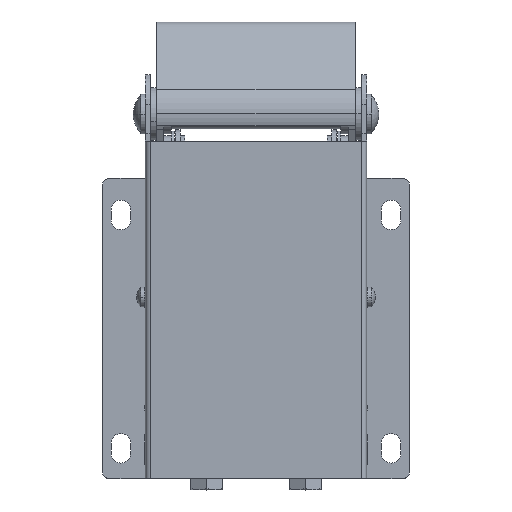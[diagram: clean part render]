
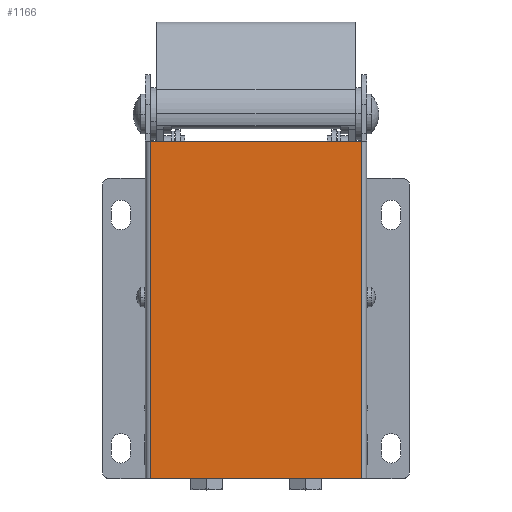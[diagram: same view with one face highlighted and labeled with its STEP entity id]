
A CAD part, top view. The second image highlights one B-rep face of the part: STEP entity #1166.
In plain terms, the highlighted planar face has unit normal (0, 0, 1).
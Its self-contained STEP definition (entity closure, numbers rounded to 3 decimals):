
#361 = LINE ( 'NONE', #4125, #11643 ) ;
#1031 = LINE ( 'NONE', #9690, #3039 ) ;
#1155 = FACE_OUTER_BOUND ( 'NONE', #11010, .T. ) ;
#1166 = ADVANCED_FACE ( 'NONE', ( #1155 ), #13694, .F. ) ;
#1177 = CARTESIAN_POINT ( 'NONE',  ( 43., -11., 12. ) ) ;
#1450 = LINE ( 'NONE', #1177, #11328 ) ;
#2772 = VERTEX_POINT ( 'NONE', #16567 ) ;
#3039 = VECTOR ( 'NONE', #13799, 1000. ) ;
#3049 = AXIS2_PLACEMENT_3D ( 'NONE', #11008, #3257, #16247 ) ;
#3257 = DIRECTION ( 'NONE',  ( 0., 0., -1. ) ) ;
#4125 = CARTESIAN_POINT ( 'NONE',  ( 45., -148.5, 12. ) ) ;
#4610 = CARTESIAN_POINT ( 'NONE',  ( 43., -148.5, 12. ) ) ;
#4692 = VECTOR ( 'NONE', #12175, 1000. ) ;
#4997 = EDGE_CURVE ( 'NONE', #13228, #2772, #1450, .T. ) ;
#5896 = ORIENTED_EDGE ( 'NONE', *, *, #16498, .T. ) ;
#6094 = ORIENTED_EDGE ( 'NONE', *, *, #4997, .T. ) ;
#7110 = ORIENTED_EDGE ( 'NONE', *, *, #14403, .T. ) ;
#8118 = EDGE_CURVE ( 'NONE', #8900, #16089, #361, .T. ) ;
#8534 = LINE ( 'NONE', #9411, #4692 ) ;
#8900 = VERTEX_POINT ( 'NONE', #4610 ) ;
#9411 = CARTESIAN_POINT ( 'NONE',  ( -43., 16., 12. ) ) ;
#9690 = CARTESIAN_POINT ( 'NONE',  ( 43., -11., 12. ) ) ;
#10441 = CARTESIAN_POINT ( 'NONE',  ( 43., -11., 12. ) ) ;
#10553 = CARTESIAN_POINT ( 'NONE',  ( -43., -148.5, 12. ) ) ;
#10639 = DIRECTION ( 'NONE',  ( -1., 0., 0. ) ) ;
#11008 = CARTESIAN_POINT ( 'NONE',  ( 45., 16., 12. ) ) ;
#11010 = EDGE_LOOP ( 'NONE', ( #6094, #7110, #15440, #5896 ) ) ;
#11328 = VECTOR ( 'NONE', #14393, 1000. ) ;
#11643 = VECTOR ( 'NONE', #10639, 1000. ) ;
#12175 = DIRECTION ( 'NONE',  ( 0., -1., 0. ) ) ;
#13228 = VERTEX_POINT ( 'NONE', #10441 ) ;
#13694 = PLANE ( 'NONE',  #3049 ) ;
#13799 = DIRECTION ( 'NONE',  ( 0., 1., 0. ) ) ;
#14393 = DIRECTION ( 'NONE',  ( -1., 0., 0. ) ) ;
#14403 = EDGE_CURVE ( 'NONE', #2772, #16089, #8534, .T. ) ;
#15440 = ORIENTED_EDGE ( 'NONE', *, *, #8118, .F. ) ;
#16089 = VERTEX_POINT ( 'NONE', #10553 ) ;
#16247 = DIRECTION ( 'NONE',  ( 0., 1., 0. ) ) ;
#16498 = EDGE_CURVE ( 'NONE', #8900, #13228, #1031, .T. ) ;
#16567 = CARTESIAN_POINT ( 'NONE',  ( -43., -11., 12. ) ) ;
